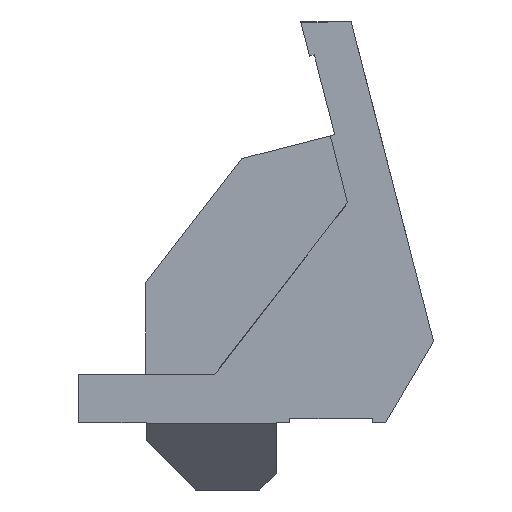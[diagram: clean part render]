
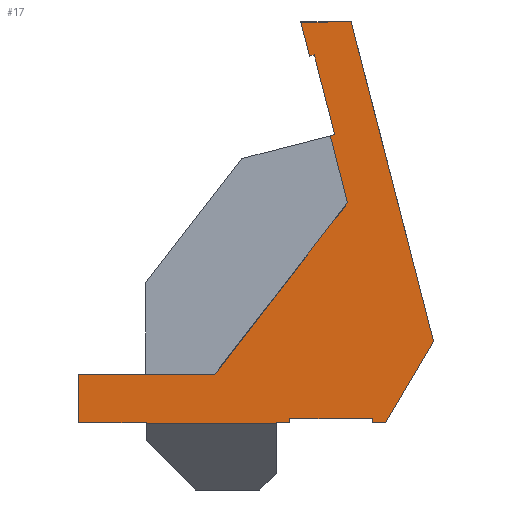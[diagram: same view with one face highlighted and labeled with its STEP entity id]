
A CAD part, left-side view. The second image highlights one B-rep face of the part: STEP entity #17.
In plain terms, the highlighted planar face has unit normal (-1, 0, 0).
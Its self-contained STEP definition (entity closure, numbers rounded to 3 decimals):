
#9 = VECTOR ( 'NONE', #1299, 1000. ) ;
#13 = FACE_OUTER_BOUND ( 'NONE', #424, .T. ) ;
#17 = ADVANCED_FACE ( 'NONE', ( #13 ), #141, .T. ) ;
#28 = CARTESIAN_POINT ( 'NONE',  ( 183.825, -4.691, 7.228 ) ) ;
#37 = DIRECTION ( 'NONE',  ( 0., 0., 1. ) ) ;
#40 = CARTESIAN_POINT ( 'NONE',  ( 183.825, -7.719, -9.937 ) ) ;
#71 = EDGE_CURVE ( 'NONE', #159, #402, #891, .T. ) ;
#96 = DIRECTION ( 'NONE',  ( 0., 1., 0. ) ) ;
#99 = VERTEX_POINT ( 'NONE', #1108 ) ;
#103 = ORIENTED_EDGE ( 'NONE', *, *, #990, .F. ) ;
#111 = CARTESIAN_POINT ( 'NONE',  ( 183.825, 0., -9.937 ) ) ;
#131 = ORIENTED_EDGE ( 'NONE', *, *, #612, .F. ) ;
#141 = PLANE ( 'NONE',  #670 ) ;
#153 = LINE ( 'NONE', #477, #1144 ) ;
#159 = VERTEX_POINT ( 'NONE', #802 ) ;
#160 = CARTESIAN_POINT ( 'NONE',  ( 183.825, -10.075, -5.946 ) ) ;
#163 = CARTESIAN_POINT ( 'NONE',  ( 183.825, -2.019, -9.687 ) ) ;
#169 = CARTESIAN_POINT ( 'NONE',  ( 183.825, -4.42, 7.158 ) ) ;
#184 = LINE ( 'NONE', #163, #693 ) ;
#185 = ORIENTED_EDGE ( 'NONE', *, *, #489, .T. ) ;
#189 = EDGE_CURVE ( 'NONE', #1087, #99, #385, .T. ) ;
#197 = ORIENTED_EDGE ( 'NONE', *, *, #71, .T. ) ;
#201 = VERTEX_POINT ( 'NONE', #1129 ) ;
#212 = VERTEX_POINT ( 'NONE', #588 ) ;
#218 = VERTEX_POINT ( 'NONE', #1022 ) ;
#219 = CARTESIAN_POINT ( 'NONE',  ( 183.825, 10.577, -9.937 ) ) ;
#235 = LINE ( 'NONE', #1010, #646 ) ;
#236 = CARTESIAN_POINT ( 'NONE',  ( 183.825, 0., -9.957 ) ) ;
#245 = DIRECTION ( 'NONE',  ( 0., 0., 1. ) ) ;
#250 = LINE ( 'NONE', #236, #1011 ) ;
#276 = VERTEX_POINT ( 'NONE', #911 ) ;
#299 = VECTOR ( 'NONE', #1015, 1000. ) ;
#302 = VECTOR ( 'NONE', #988, 1000. ) ;
#315 = LINE ( 'NONE', #111, #877 ) ;
#320 = DIRECTION ( 'NONE',  ( 0., 0., -1. ) ) ;
#323 = VECTOR ( 'NONE', #1106, 1000. ) ;
#324 = VECTOR ( 'NONE', #583, 1000. ) ;
#325 = LINE ( 'NONE', #1085, #620 ) ;
#351 = CARTESIAN_POINT ( 'NONE',  ( 183.825, -6.919, -9.937 ) ) ;
#380 = DIRECTION ( 'NONE',  ( 0., 0., 1. ) ) ;
#382 = CARTESIAN_POINT ( 'NONE',  ( 183.825, 0., 13.937 ) ) ;
#383 = VERTEX_POINT ( 'NONE', #522 ) ;
#385 = LINE ( 'NONE', #490, #419 ) ;
#388 = EDGE_CURVE ( 'NONE', #383, #218, #634, .T. ) ;
#399 = EDGE_CURVE ( 'NONE', #686, #383, #658, .T. ) ;
#402 = VERTEX_POINT ( 'NONE', #351 ) ;
#407 = ORIENTED_EDGE ( 'NONE', *, *, #1415, .T. ) ;
#419 = VECTOR ( 'NONE', #380, 1000. ) ;
#424 = EDGE_LOOP ( 'NONE', ( #842, #1206, #197, #523, #1146, #1386, #861, #1271, #131, #629, #103, #407, #185, #1307, #942, #833, #1185, #984, #1297, #1359 ) ) ;
#430 = LINE ( 'NONE', #876, #323 ) ;
#447 = DIRECTION ( 'NONE',  ( -1., 0., 0. ) ) ;
#452 = LINE ( 'NONE', #870, #9 ) ;
#463 = EDGE_CURVE ( 'NONE', #212, #983, #430, .T. ) ;
#469 = VERTEX_POINT ( 'NONE', #219 ) ;
#477 = CARTESIAN_POINT ( 'NONE',  ( 183.825, 1.455, 5.644 ) ) ;
#486 = LINE ( 'NONE', #718, #1052 ) ;
#489 = EDGE_CURVE ( 'NONE', #1404, #952, #452, .T. ) ;
#490 = CARTESIAN_POINT ( 'NONE',  ( 183.825, 6.531, -11.011 ) ) ;
#522 = CARTESIAN_POINT ( 'NONE',  ( 183.825, -2.019, -9.937 ) ) ;
#523 = ORIENTED_EDGE ( 'NONE', *, *, #778, .F. ) ;
#525 = CARTESIAN_POINT ( 'NONE',  ( 183.825, -5.673, 13.937 ) ) ;
#556 = CARTESIAN_POINT ( 'NONE',  ( 183.825, -6.145, 1.584 ) ) ;
#567 = EDGE_CURVE ( 'NONE', #1291, #871, #687, .T. ) ;
#573 = CARTESIAN_POINT ( 'NONE',  ( 183.825, -2.673, 13.937 ) ) ;
#583 = DIRECTION ( 'NONE',  ( 0., -1., 0. ) ) ;
#588 = CARTESIAN_POINT ( 'NONE',  ( 183.825, -3.197, 11.903 ) ) ;
#593 = VERTEX_POINT ( 'NONE', #1006 ) ;
#594 = LINE ( 'NONE', #696, #324 ) ;
#606 = CARTESIAN_POINT ( 'NONE',  ( 183.825, 6.531, -9.957 ) ) ;
#610 = EDGE_CURVE ( 'NONE', #276, #952, #594, .T. ) ;
#612 = EDGE_CURVE ( 'NONE', #593, #212, #486, .T. ) ;
#617 = DIRECTION ( 'NONE',  ( 0., 1., 0. ) ) ;
#619 = VECTOR ( 'NONE', #873, 1000. ) ;
#620 = VECTOR ( 'NONE', #769, 1000. ) ;
#629 = ORIENTED_EDGE ( 'NONE', *, *, #1330, .F. ) ;
#634 = LINE ( 'NONE', #640, #1285 ) ;
#640 = CARTESIAN_POINT ( 'NONE',  ( 183.825, 0., -9.937 ) ) ;
#646 = VECTOR ( 'NONE', #37, 1000. ) ;
#655 = CARTESIAN_POINT ( 'NONE',  ( 183.825, -4.42, 7.158 ) ) ;
#658 = LINE ( 'NONE', #682, #788 ) ;
#669 = VECTOR ( 'NONE', #824, 1000. ) ;
#670 = AXIS2_PLACEMENT_3D ( 'NONE', #1208, #447, #683 ) ;
#682 = CARTESIAN_POINT ( 'NONE',  ( 183.825, -2.019, -9.687 ) ) ;
#683 = DIRECTION ( 'NONE',  ( 0., 0., 1. ) ) ;
#686 = VERTEX_POINT ( 'NONE', #1064 ) ;
#687 = LINE ( 'NONE', #160, #299 ) ;
#693 = VECTOR ( 'NONE', #617, 1000. ) ;
#696 = CARTESIAN_POINT ( 'NONE',  ( 183.825, 0., -7.032 ) ) ;
#711 = CARTESIAN_POINT ( 'NONE',  ( 183.825, -5.45, 3.158 ) ) ;
#718 = CARTESIAN_POINT ( 'NONE',  ( 183.825, 2.677, 10.389 ) ) ;
#723 = VERTEX_POINT ( 'NONE', #525 ) ;
#750 = LINE ( 'NONE', #851, #619 ) ;
#769 = DIRECTION ( 'NONE',  ( 0., -0.25, -0.968 ) ) ;
#778 = EDGE_CURVE ( 'NONE', #871, #402, #750, .T. ) ;
#788 = VECTOR ( 'NONE', #320, 1000. ) ;
#792 = VECTOR ( 'NONE', #1023, 1000. ) ;
#794 = VERTEX_POINT ( 'NONE', #655 ) ;
#799 = EDGE_CURVE ( 'NONE', #723, #1291, #325, .T. ) ;
#802 = CARTESIAN_POINT ( 'NONE',  ( 183.825, -6.919, -9.687 ) ) ;
#824 = DIRECTION ( 'NONE',  ( 0., -1., 0. ) ) ;
#833 = ORIENTED_EDGE ( 'NONE', *, *, #1245, .F. ) ;
#842 = ORIENTED_EDGE ( 'NONE', *, *, #399, .F. ) ;
#848 = EDGE_CURVE ( 'NONE', #1087, #201, #250, .T. ) ;
#851 = CARTESIAN_POINT ( 'NONE',  ( 183.825, 0., -9.937 ) ) ;
#861 = ORIENTED_EDGE ( 'NONE', *, *, #1130, .F. ) ;
#870 = CARTESIAN_POINT ( 'NONE',  ( 183.825, -5.45, 3.158 ) ) ;
#871 = VERTEX_POINT ( 'NONE', #40 ) ;
#873 = DIRECTION ( 'NONE',  ( 0., 1., 0. ) ) ;
#876 = CARTESIAN_POINT ( 'NONE',  ( 183.825, -5.874, 1.514 ) ) ;
#877 = VECTOR ( 'NONE', #96, 1000. ) ;
#891 = LINE ( 'NONE', #1099, #1264 ) ;
#903 = DIRECTION ( 'NONE',  ( 0., 0.968, -0.25 ) ) ;
#911 = CARTESIAN_POINT ( 'NONE',  ( 183.825, 10.577, -7.032 ) ) ;
#942 = ORIENTED_EDGE ( 'NONE', *, *, #993, .F. ) ;
#952 = VERTEX_POINT ( 'NONE', #998 ) ;
#983 = VERTEX_POINT ( 'NONE', #573 ) ;
#984 = ORIENTED_EDGE ( 'NONE', *, *, #848, .T. ) ;
#988 = DIRECTION ( 'NONE',  ( 0., 0.25, 0.968 ) ) ;
#990 = EDGE_CURVE ( 'NONE', #794, #1294, #153, .T. ) ;
#993 = EDGE_CURVE ( 'NONE', #469, #276, #1329, .T. ) ;
#996 = DIRECTION ( 'NONE',  ( 0., 0., -1. ) ) ;
#998 = CARTESIAN_POINT ( 'NONE',  ( 183.825, 2.446, -7.032 ) ) ;
#1006 = CARTESIAN_POINT ( 'NONE',  ( 183.825, -3.468, 11.973 ) ) ;
#1010 = CARTESIAN_POINT ( 'NONE',  ( 183.825, -1.219, -12.937 ) ) ;
#1011 = VECTOR ( 'NONE', #1222, 1000. ) ;
#1015 = DIRECTION ( 'NONE',  ( 0., 0.508, -0.861 ) ) ;
#1022 = CARTESIAN_POINT ( 'NONE',  ( 183.825, -1.219, -9.937 ) ) ;
#1023 = DIRECTION ( 'NONE',  ( 0., -0.25, -0.968 ) ) ;
#1031 = LINE ( 'NONE', #382, #669 ) ;
#1040 = LINE ( 'NONE', #169, #792 ) ;
#1052 = VECTOR ( 'NONE', #903, 1000. ) ;
#1064 = CARTESIAN_POINT ( 'NONE',  ( 183.825, -2.019, -9.687 ) ) ;
#1069 = DIRECTION ( 'NONE',  ( 0., 1., 0. ) ) ;
#1085 = CARTESIAN_POINT ( 'NONE',  ( 183.825, -8.687, 2.239 ) ) ;
#1087 = VERTEX_POINT ( 'NONE', #606 ) ;
#1091 = LINE ( 'NONE', #556, #302 ) ;
#1099 = CARTESIAN_POINT ( 'NONE',  ( 183.825, -6.919, -9.687 ) ) ;
#1106 = DIRECTION ( 'NONE',  ( 0., 0.25, 0.968 ) ) ;
#1108 = CARTESIAN_POINT ( 'NONE',  ( 183.825, 6.531, -9.937 ) ) ;
#1111 = EDGE_CURVE ( 'NONE', #159, #686, #184, .T. ) ;
#1129 = CARTESIAN_POINT ( 'NONE',  ( 183.825, -1.219, -9.957 ) ) ;
#1130 = EDGE_CURVE ( 'NONE', #983, #723, #1031, .T. ) ;
#1144 = VECTOR ( 'NONE', #1228, 1000. ) ;
#1146 = ORIENTED_EDGE ( 'NONE', *, *, #567, .F. ) ;
#1185 = ORIENTED_EDGE ( 'NONE', *, *, #189, .F. ) ;
#1206 = ORIENTED_EDGE ( 'NONE', *, *, #1111, .F. ) ;
#1208 = CARTESIAN_POINT ( 'NONE',  ( 183.825, 0., 0. ) ) ;
#1222 = DIRECTION ( 'NONE',  ( 0., -1., 0. ) ) ;
#1227 = CARTESIAN_POINT ( 'NONE',  ( 183.825, -10.577, -5.095 ) ) ;
#1228 = DIRECTION ( 'NONE',  ( 0., -0.968, 0.25 ) ) ;
#1240 = VECTOR ( 'NONE', #245, 1000. ) ;
#1245 = EDGE_CURVE ( 'NONE', #99, #469, #315, .T. ) ;
#1264 = VECTOR ( 'NONE', #996, 1000. ) ;
#1271 = ORIENTED_EDGE ( 'NONE', *, *, #463, .F. ) ;
#1285 = VECTOR ( 'NONE', #1069, 1000. ) ;
#1291 = VERTEX_POINT ( 'NONE', #1227 ) ;
#1294 = VERTEX_POINT ( 'NONE', #28 ) ;
#1297 = ORIENTED_EDGE ( 'NONE', *, *, #1309, .T. ) ;
#1299 = DIRECTION ( 'NONE',  ( 0., 0.613, -0.79 ) ) ;
#1307 = ORIENTED_EDGE ( 'NONE', *, *, #610, .F. ) ;
#1309 = EDGE_CURVE ( 'NONE', #201, #218, #235, .T. ) ;
#1329 = LINE ( 'NONE', #1348, #1240 ) ;
#1330 = EDGE_CURVE ( 'NONE', #1294, #593, #1091, .T. ) ;
#1348 = CARTESIAN_POINT ( 'NONE',  ( 183.825, 10.577, 0. ) ) ;
#1359 = ORIENTED_EDGE ( 'NONE', *, *, #388, .F. ) ;
#1386 = ORIENTED_EDGE ( 'NONE', *, *, #799, .F. ) ;
#1404 = VERTEX_POINT ( 'NONE', #711 ) ;
#1415 = EDGE_CURVE ( 'NONE', #794, #1404, #1040, .T. ) ;
